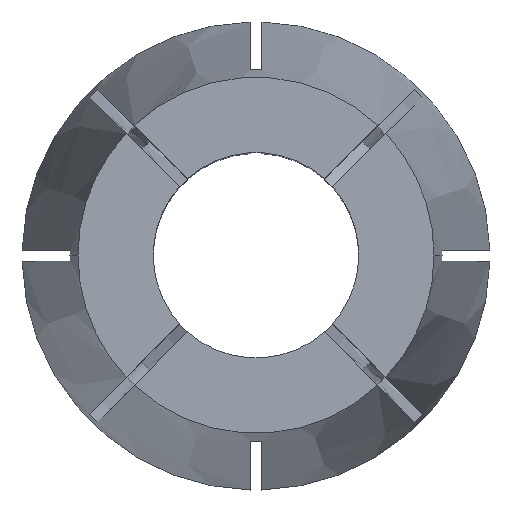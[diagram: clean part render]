
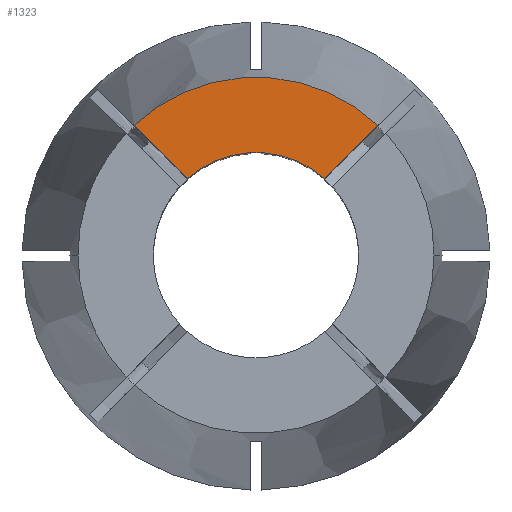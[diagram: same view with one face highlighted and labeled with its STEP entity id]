
A CAD part, top view. The second image highlights one B-rep face of the part: STEP entity #1323.
In plain terms, the highlighted planar face has unit normal (0, 0, 1).
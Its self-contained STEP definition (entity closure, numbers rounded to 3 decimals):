
#37 = VERTEX_POINT ( 'NONE', #528 ) ;
#49 = EDGE_CURVE ( 'NONE', #447, #1595, #2778, .T. ) ;
#91 = CARTESIAN_POINT ( 'NONE',  ( -10.668, 11.376, 0. ) ) ;
#112 = CIRCLE ( 'NONE', #561, 9. ) ;
#228 = LINE ( 'NONE', #1246, #1401 ) ;
#356 = VERTEX_POINT ( 'NONE', #91 ) ;
#375 = CARTESIAN_POINT ( 'NONE',  ( 0., 0., 0. ) ) ;
#447 = VERTEX_POINT ( 'NONE', #1785 ) ;
#528 = CARTESIAN_POINT ( 'NONE',  ( -6.001, 6.708, 0. ) ) ;
#561 = AXIS2_PLACEMENT_3D ( 'NONE', #1212, #1996, #1181 ) ;
#635 = EDGE_CURVE ( 'NONE', #356, #37, #228, .T. ) ;
#823 = DIRECTION ( 'NONE',  ( -1., 0., 0. ) ) ;
#864 = VECTOR ( 'NONE', #1216, 1000. ) ;
#979 = CIRCLE ( 'NONE', #2588, 15.595 ) ;
#1038 = ORIENTED_EDGE ( 'NONE', *, *, #635, .T. ) ;
#1181 = DIRECTION ( 'NONE',  ( 1., 0., 0. ) ) ;
#1212 = CARTESIAN_POINT ( 'NONE',  ( 0., 0., 0. ) ) ;
#1216 = DIRECTION ( 'NONE',  ( 0.707, 0.707, 0. ) ) ;
#1246 = CARTESIAN_POINT ( 'NONE',  ( 0.354, 0.354, 0. ) ) ;
#1251 = ORIENTED_EDGE ( 'NONE', *, *, #2298, .T. ) ;
#1323 = ADVANCED_FACE ( 'NONE', ( #2152 ), #1706, .F. ) ;
#1401 = VECTOR ( 'NONE', #1482, 1000. ) ;
#1439 = EDGE_CURVE ( 'NONE', #447, #37, #112, .T. ) ;
#1482 = DIRECTION ( 'NONE',  ( 0.707, -0.707, 0. ) ) ;
#1516 = AXIS2_PLACEMENT_3D ( 'NONE', #375, #2653, #823 ) ;
#1595 = VERTEX_POINT ( 'NONE', #2626 ) ;
#1706 = PLANE ( 'NONE',  #1516 ) ;
#1785 = CARTESIAN_POINT ( 'NONE',  ( 6.001, 6.708, 0. ) ) ;
#1996 = DIRECTION ( 'NONE',  ( 0., 0., 1. ) ) ;
#2152 = FACE_OUTER_BOUND ( 'NONE', #2584, .T. ) ;
#2167 = CARTESIAN_POINT ( 'NONE',  ( -0.354, 0.354, 0. ) ) ;
#2219 = ORIENTED_EDGE ( 'NONE', *, *, #1439, .F. ) ;
#2273 = DIRECTION ( 'NONE',  ( 0., 0., 1. ) ) ;
#2298 = EDGE_CURVE ( 'NONE', #1595, #356, #979, .T. ) ;
#2501 = CARTESIAN_POINT ( 'NONE',  ( 0., 0., 0. ) ) ;
#2584 = EDGE_LOOP ( 'NONE', ( #2219, #2795, #1251, #1038 ) ) ;
#2588 = AXIS2_PLACEMENT_3D ( 'NONE', #2501, #2273, #2736 ) ;
#2626 = CARTESIAN_POINT ( 'NONE',  ( 10.668, 11.376, 0. ) ) ;
#2653 = DIRECTION ( 'NONE',  ( 0., 0., -1. ) ) ;
#2736 = DIRECTION ( 'NONE',  ( 1., 0., 0. ) ) ;
#2778 = LINE ( 'NONE', #2167, #864 ) ;
#2795 = ORIENTED_EDGE ( 'NONE', *, *, #49, .T. ) ;
